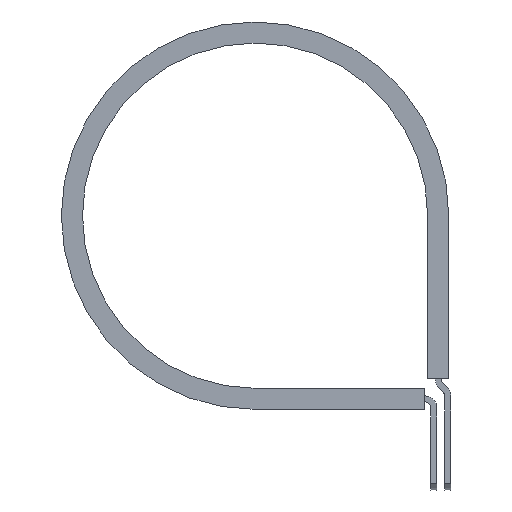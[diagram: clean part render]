
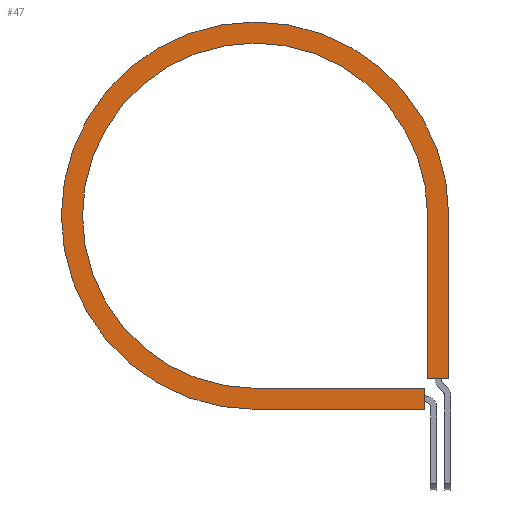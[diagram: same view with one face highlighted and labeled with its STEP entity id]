
A CAD part, front view. The second image highlights one B-rep face of the part: STEP entity #47.
In plain terms, the highlighted planar face has unit normal (0, -1, 0).
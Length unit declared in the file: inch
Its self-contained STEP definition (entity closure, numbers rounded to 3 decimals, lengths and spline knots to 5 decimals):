
#11 = DIRECTION ( 'NONE',  ( 0., 0., 1. ) ) ;
#16 = CIRCLE ( 'NONE', #878, 1.543 ) ;
#19 = AXIS2_PLACEMENT_3D ( 'NONE', #354, #344, #336 ) ;
#21 = CARTESIAN_POINT ( 'NONE',  ( 0., -0.31, 0. ) ) ;
#47 = ADVANCED_FACE ( 'NONE', ( #638 ), #511, .T. ) ;
#54 = VECTOR ( 'NONE', #1093, 39.37008 ) ;
#57 = LINE ( 'NONE', #1016, #54 ) ;
#71 = CARTESIAN_POINT ( 'NONE',  ( 1.375, -0.31, 0. ) ) ;
#103 = CARTESIAN_POINT ( 'NONE',  ( 0., -0.31, 0. ) ) ;
#157 = CARTESIAN_POINT ( 'NONE',  ( 0., -0.31, -1.543 ) ) ;
#189 = EDGE_CURVE ( 'NONE', #397, #1483, #282, .T. ) ;
#210 = ORIENTED_EDGE ( 'NONE', *, *, #1737, .T. ) ;
#224 = CARTESIAN_POINT ( 'NONE',  ( 1.3497, -0.31, -1.375 ) ) ;
#250 = DIRECTION ( 'NONE',  ( 0., 0., -1. ) ) ;
#260 = EDGE_CURVE ( 'NONE', #894, #683, #57, .T. ) ;
#280 = VECTOR ( 'NONE', #353, 39.37008 ) ;
#282 = LINE ( 'NONE', #406, #280 ) ;
#316 = LINE ( 'NONE', #71, #1684 ) ;
#336 = DIRECTION ( 'NONE',  ( 1., 0., 0. ) ) ;
#344 = DIRECTION ( 'NONE',  ( 0., -1., 0. ) ) ;
#353 = DIRECTION ( 'NONE',  ( -1., 0., 0. ) ) ;
#354 = CARTESIAN_POINT ( 'NONE',  ( 1.375, -0.31, 0. ) ) ;
#397 = VERTEX_POINT ( 'NONE', #1056 ) ;
#406 = CARTESIAN_POINT ( 'NONE',  ( 1.375, -0.31, -1.30065 ) ) ;
#410 = CIRCLE ( 'NONE', #1330, 1.375 ) ;
#511 = PLANE ( 'NONE',  #19 ) ;
#538 = ORIENTED_EDGE ( 'NONE', *, *, #963, .F. ) ;
#564 = ORIENTED_EDGE ( 'NONE', *, *, #260, .F. ) ;
#574 = VECTOR ( 'NONE', #11, 39.37008 ) ;
#593 = EDGE_CURVE ( 'NONE', #614, #397, #886, .T. ) ;
#614 = VERTEX_POINT ( 'NONE', #897 ) ;
#617 = ORIENTED_EDGE ( 'NONE', *, *, #593, .F. ) ;
#627 = LINE ( 'NONE', #157, #1607 ) ;
#638 = FACE_OUTER_BOUND ( 'NONE', #751, .T. ) ;
#683 = VERTEX_POINT ( 'NONE', #224 ) ;
#704 = DIRECTION ( 'NONE',  ( 0., 0., -1. ) ) ;
#751 = EDGE_LOOP ( 'NONE', ( #876, #617, #1386, #210, #1445, #564, #538, #830 ) ) ;
#830 = ORIENTED_EDGE ( 'NONE', *, *, #1508, .T. ) ;
#845 = CARTESIAN_POINT ( 'NONE',  ( 1.375, -0.31, 0. ) ) ;
#867 = VECTOR ( 'NONE', #884, 39.37008 ) ;
#876 = ORIENTED_EDGE ( 'NONE', *, *, #189, .F. ) ;
#878 = AXIS2_PLACEMENT_3D ( 'NONE', #103, #1127, #250 ) ;
#884 = DIRECTION ( 'NONE',  ( 0., 0., -1. ) ) ;
#886 = LINE ( 'NONE', #910, #867 ) ;
#894 = VERTEX_POINT ( 'NONE', #1490 ) ;
#897 = CARTESIAN_POINT ( 'NONE',  ( 1.543, -0.31, 0. ) ) ;
#910 = CARTESIAN_POINT ( 'NONE',  ( 1.543, -0.31, 0. ) ) ;
#963 = EDGE_CURVE ( 'NONE', #1481, #894, #410, .T. ) ;
#1016 = CARTESIAN_POINT ( 'NONE',  ( 0., -0.31, -1.375 ) ) ;
#1056 = CARTESIAN_POINT ( 'NONE',  ( 1.543, -0.31, -1.30065 ) ) ;
#1062 = CARTESIAN_POINT ( 'NONE',  ( 1.3497, -0.31, -1.375 ) ) ;
#1093 = DIRECTION ( 'NONE',  ( 1., 0., 0. ) ) ;
#1127 = DIRECTION ( 'NONE',  ( 0., -1., 0. ) ) ;
#1187 = CARTESIAN_POINT ( 'NONE',  ( 0., -0.31, -1.543 ) ) ;
#1223 = CARTESIAN_POINT ( 'NONE',  ( 1.3497, -0.31, -1.543 ) ) ;
#1296 = VERTEX_POINT ( 'NONE', #1187 ) ;
#1324 = EDGE_CURVE ( 'NONE', #1442, #683, #1612, .T. ) ;
#1330 = AXIS2_PLACEMENT_3D ( 'NONE', #21, #1726, #1717 ) ;
#1350 = CARTESIAN_POINT ( 'NONE',  ( 1.375, -0.31, -1.30065 ) ) ;
#1386 = ORIENTED_EDGE ( 'NONE', *, *, #1573, .T. ) ;
#1442 = VERTEX_POINT ( 'NONE', #1223 ) ;
#1445 = ORIENTED_EDGE ( 'NONE', *, *, #1324, .T. ) ;
#1481 = VERTEX_POINT ( 'NONE', #845 ) ;
#1483 = VERTEX_POINT ( 'NONE', #1350 ) ;
#1490 = CARTESIAN_POINT ( 'NONE',  ( 0., -0.31, -1.375 ) ) ;
#1508 = EDGE_CURVE ( 'NONE', #1481, #1483, #316, .T. ) ;
#1528 = DIRECTION ( 'NONE',  ( 1., 0., 0. ) ) ;
#1573 = EDGE_CURVE ( 'NONE', #614, #1296, #16, .T. ) ;
#1607 = VECTOR ( 'NONE', #1528, 39.37008 ) ;
#1612 = LINE ( 'NONE', #1062, #574 ) ;
#1684 = VECTOR ( 'NONE', #704, 39.37008 ) ;
#1717 = DIRECTION ( 'NONE',  ( 0., 0., -1. ) ) ;
#1726 = DIRECTION ( 'NONE',  ( 0., -1., 0. ) ) ;
#1737 = EDGE_CURVE ( 'NONE', #1296, #1442, #627, .T. ) ;
